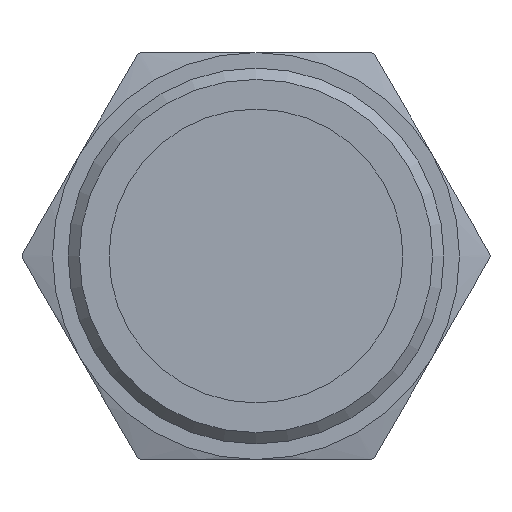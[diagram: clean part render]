
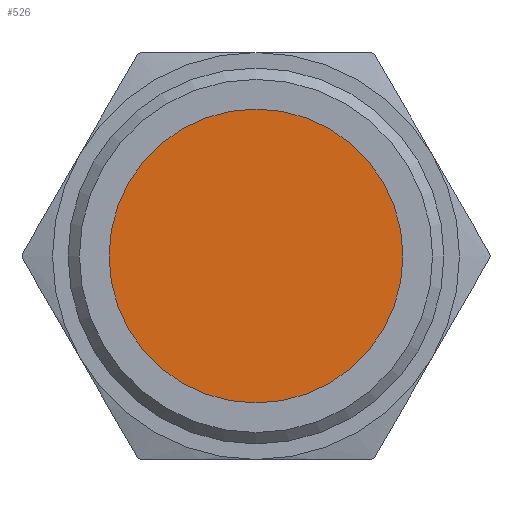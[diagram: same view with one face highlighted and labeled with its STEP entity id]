
A CAD part, front view. The second image highlights one B-rep face of the part: STEP entity #526.
In plain terms, the highlighted planar face has unit normal (0, -1, 0).
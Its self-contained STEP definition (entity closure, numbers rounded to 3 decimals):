
#75=PLANE('',#599);
#132=FACE_OUTER_BOUND('',#179,.T.);
#179=EDGE_LOOP('',(#474));
#216=CIRCLE('',#600,13.);
#263=VERTEX_POINT('',#961);
#334=EDGE_CURVE('',#263,#263,#216,.T.);
#474=ORIENTED_EDGE('',*,*,#334,.F.);
#526=ADVANCED_FACE('',(#132),#75,.T.);
#599=AXIS2_PLACEMENT_3D('',#960,#754,#755);
#600=AXIS2_PLACEMENT_3D('',#962,#756,#757);
#754=DIRECTION('center_axis',(0.,-1.,0.));
#755=DIRECTION('ref_axis',(0.,0.,-1.));
#756=DIRECTION('center_axis',(0.,1.,0.));
#757=DIRECTION('ref_axis',(1.,0.,0.));
#960=CARTESIAN_POINT('Origin',(-13.,66.,0.));
#961=CARTESIAN_POINT('',(-13.,66.,0.));
#962=CARTESIAN_POINT('Origin',(0.,66.,0.));
